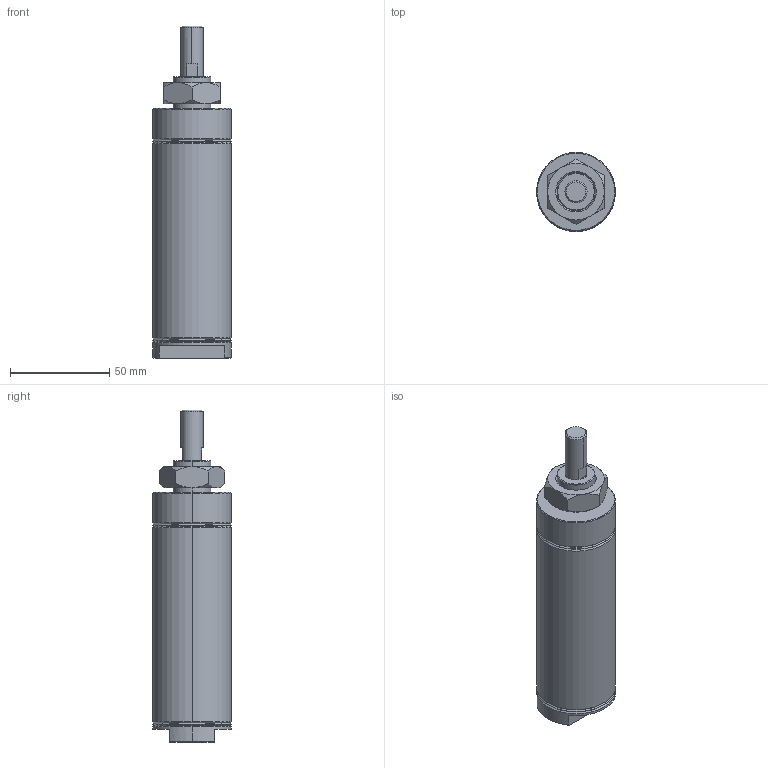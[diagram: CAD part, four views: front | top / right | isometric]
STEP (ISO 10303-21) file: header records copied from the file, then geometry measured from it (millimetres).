
FILE_DESCRIPTION (( 'STEP AP214' ), '1' );
FILE_NAME ('A24020SN.step', '2017-04-04T20:14:10', ( '' ), ( '' ), 'SwSTEP 2.0', 'SolidWorks 2017', '' );
FILE_SCHEMA (( 'AUTOMOTIVE_DESIGN' ));
Length unit declared in the file: inch
Products named in the file (4): A24020SN_Mounting Nut_D-3556; A24020SN-Rod; A24020SN-MainBody; A24020SN
Assembly tree (3 placements, depth 2):
  A24020SN
    A24020SN-MainBody
    A24020SN-Rod
    A24020SN_Mounting Nut_D-3556
Bounding box: 39.62 x 39.62 x 166.88 mm (x, y, z)
Volume: 108431.2 mm3; surface area: 41693.9 mm2
Topology: 3 solids, 3 shells, 93 faces, 200 edges, 119 vertices
Faces by surface type: cone 43, plane 28, cylinder 22
Entity records: 2813 total; most frequent: CARTESIAN_POINT 598, DIRECTION 467, ORIENTED_EDGE 400, EDGE_CURVE 200, AXIS2_PLACEMENT_3D 196, VERTEX_POINT 119, EDGE_LOOP 103, CIRCLE 97
